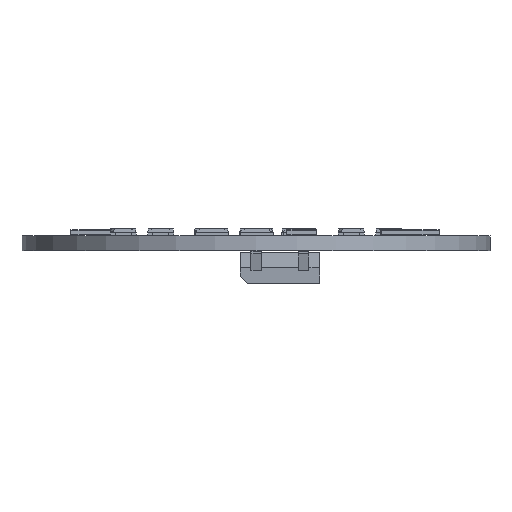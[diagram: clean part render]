
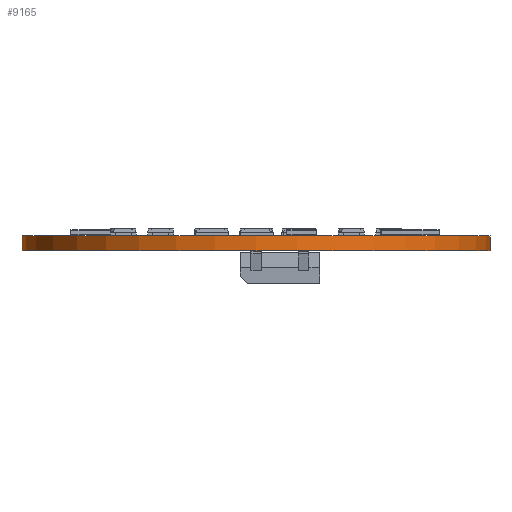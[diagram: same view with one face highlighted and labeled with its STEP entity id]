
A CAD part, front view. The second image highlights one B-rep face of the part: STEP entity #9165.
In plain terms, the highlighted cylindrical face has radius 25.02 mm (diameter 50.04 mm), a full revolution.
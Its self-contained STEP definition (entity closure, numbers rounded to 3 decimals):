
#9165 = ADVANCED_FACE('',(#9166),#9180,.T.);
#9166 = FACE_BOUND('',#9167,.F.);
#9167 = EDGE_LOOP('',(#9168,#9198,#9225,#9226));
#9168 = ORIENTED_EDGE('',*,*,#9169,.T.);
#9169 = EDGE_CURVE('',#9170,#9172,#9174,.T.);
#9170 = VERTEX_POINT('',#9171);
#9171 = CARTESIAN_POINT('',(25.02,0.,0.));
#9172 = VERTEX_POINT('',#9173);
#9173 = CARTESIAN_POINT('',(25.02,0.,1.6));
#9174 = SEAM_CURVE('',#9175,(#9179,#9191),.PCURVE_S1.);
#9175 = LINE('',#9176,#9177);
#9176 = CARTESIAN_POINT('',(25.02,0.,0.));
#9177 = VECTOR('',#9178,1.);
#9178 = DIRECTION('',(0.,0.,1.));
#9179 = PCURVE('',#9180,#9185);
#9180 = CYLINDRICAL_SURFACE('',#9181,25.02);
#9181 = AXIS2_PLACEMENT_3D('',#9182,#9183,#9184);
#9182 = CARTESIAN_POINT('',(0.,-0.,0.));
#9183 = DIRECTION('',(-0.,-0.,-1.));
#9184 = DIRECTION('',(1.,0.,-0.));
#9185 = DEFINITIONAL_REPRESENTATION('',(#9186),#9190);
#9186 = LINE('',#9187,#9188);
#9187 = CARTESIAN_POINT('',(-0.,0.));
#9188 = VECTOR('',#9189,1.);
#9189 = DIRECTION('',(-0.,-1.));
#9190 = ( GEOMETRIC_REPRESENTATION_CONTEXT(2) 
PARAMETRIC_REPRESENTATION_CONTEXT() REPRESENTATION_CONTEXT('2D SPACE',''
  ) );
#9191 = PCURVE('',#9180,#9192);
#9192 = DEFINITIONAL_REPRESENTATION('',(#9193),#9197);
#9193 = LINE('',#9194,#9195);
#9194 = CARTESIAN_POINT('',(-6.283,0.));
#9195 = VECTOR('',#9196,1.);
#9196 = DIRECTION('',(-0.,-1.));
#9197 = ( GEOMETRIC_REPRESENTATION_CONTEXT(2) 
PARAMETRIC_REPRESENTATION_CONTEXT() REPRESENTATION_CONTEXT('2D SPACE',''
  ) );
#9198 = ORIENTED_EDGE('',*,*,#9199,.T.);
#9199 = EDGE_CURVE('',#9172,#9172,#9200,.T.);
#9200 = SURFACE_CURVE('',#9201,(#9206,#9213),.PCURVE_S1.);
#9201 = CIRCLE('',#9202,25.02);
#9202 = AXIS2_PLACEMENT_3D('',#9203,#9204,#9205);
#9203 = CARTESIAN_POINT('',(0.,0.,1.6));
#9204 = DIRECTION('',(0.,0.,1.));
#9205 = DIRECTION('',(1.,0.,-0.));
#9206 = PCURVE('',#9180,#9207);
#9207 = DEFINITIONAL_REPRESENTATION('',(#9208),#9212);
#9208 = LINE('',#9209,#9210);
#9209 = CARTESIAN_POINT('',(-0.,-1.6));
#9210 = VECTOR('',#9211,1.);
#9211 = DIRECTION('',(-1.,0.));
#9212 = ( GEOMETRIC_REPRESENTATION_CONTEXT(2) 
PARAMETRIC_REPRESENTATION_CONTEXT() REPRESENTATION_CONTEXT('2D SPACE',''
  ) );
#9213 = PCURVE('',#9214,#9219);
#9214 = PLANE('',#9215);
#9215 = AXIS2_PLACEMENT_3D('',#9216,#9217,#9218);
#9216 = CARTESIAN_POINT('',(0.,0.,1.6)
  );
#9217 = DIRECTION('',(0.,0.,1.));
#9218 = DIRECTION('',(1.,0.,-0.));
#9219 = DEFINITIONAL_REPRESENTATION('',(#9220),#9224);
#9220 = CIRCLE('',#9221,25.02);
#9221 = AXIS2_PLACEMENT_2D('',#9222,#9223);
#9222 = CARTESIAN_POINT('',(0.,0.));
#9223 = DIRECTION('',(1.,0.));
#9224 = ( GEOMETRIC_REPRESENTATION_CONTEXT(2) 
PARAMETRIC_REPRESENTATION_CONTEXT() REPRESENTATION_CONTEXT('2D SPACE',''
  ) );
#9225 = ORIENTED_EDGE('',*,*,#9169,.F.);
#9226 = ORIENTED_EDGE('',*,*,#9227,.F.);
#9227 = EDGE_CURVE('',#9170,#9170,#9228,.T.);
#9228 = SURFACE_CURVE('',#9229,(#9234,#9241),.PCURVE_S1.);
#9229 = CIRCLE('',#9230,25.02);
#9230 = AXIS2_PLACEMENT_3D('',#9231,#9232,#9233);
#9231 = CARTESIAN_POINT('',(0.,-0.,0.));
#9232 = DIRECTION('',(0.,0.,1.));
#9233 = DIRECTION('',(1.,0.,-0.));
#9234 = PCURVE('',#9180,#9235);
#9235 = DEFINITIONAL_REPRESENTATION('',(#9236),#9240);
#9236 = LINE('',#9237,#9238);
#9237 = CARTESIAN_POINT('',(-0.,0.));
#9238 = VECTOR('',#9239,1.);
#9239 = DIRECTION('',(-1.,0.));
#9240 = ( GEOMETRIC_REPRESENTATION_CONTEXT(2) 
PARAMETRIC_REPRESENTATION_CONTEXT() REPRESENTATION_CONTEXT('2D SPACE',''
  ) );
#9241 = PCURVE('',#9242,#9247);
#9242 = PLANE('',#9243);
#9243 = AXIS2_PLACEMENT_3D('',#9244,#9245,#9246);
#9244 = CARTESIAN_POINT('',(0.,0.,0.));
#9245 = DIRECTION('',(0.,0.,1.));
#9246 = DIRECTION('',(1.,0.,-0.));
#9247 = DEFINITIONAL_REPRESENTATION('',(#9248),#9252);
#9248 = CIRCLE('',#9249,25.02);
#9249 = AXIS2_PLACEMENT_2D('',#9250,#9251);
#9250 = CARTESIAN_POINT('',(0.,0.));
#9251 = DIRECTION('',(1.,0.));
#9252 = ( GEOMETRIC_REPRESENTATION_CONTEXT(2) 
PARAMETRIC_REPRESENTATION_CONTEXT() REPRESENTATION_CONTEXT('2D SPACE',''
  ) );
